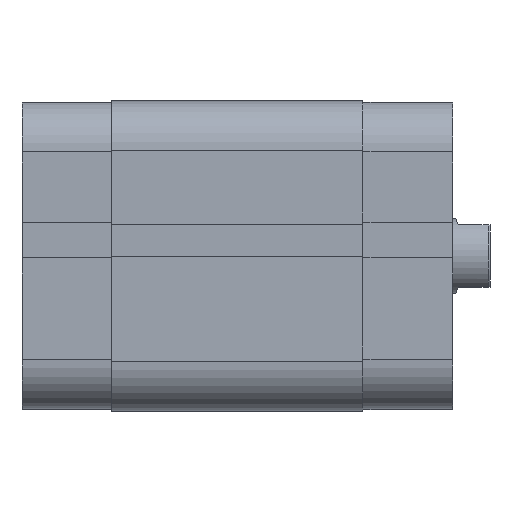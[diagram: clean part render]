
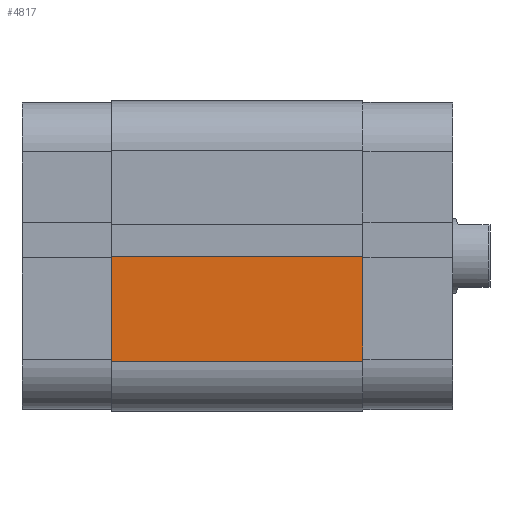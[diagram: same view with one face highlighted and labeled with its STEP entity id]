
A CAD part, top view. The second image highlights one B-rep face of the part: STEP entity #4817.
In plain terms, the highlighted face is planar.
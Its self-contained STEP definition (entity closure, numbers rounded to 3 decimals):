
#1205 = EDGE_CURVE ( 'NONE', #3525, #3548, #4345, .T. ) ;
#1260 = EDGE_CURVE ( 'NONE', #3537, #3571, #4447, .T. ) ;
#1264 = EDGE_CURVE ( 'NONE', #3537, #3525, #4438, .T. ) ;
#1266 = EDGE_CURVE ( 'NONE', #3571, #3548, #4458, .T. ) ;
#1532 = AXIS2_PLACEMENT_3D ( 'NONE', #2055, #2061, #2062 ) ;
#1727 = CARTESIAN_POINT ( 'NONE',  ( 0.1, -25., 0. ) ) ;
#1739 = CARTESIAN_POINT ( 'NONE',  ( 0.1, -25., 40.5 ) ) ;
#1750 = CARTESIAN_POINT ( 'NONE',  ( 17., -25., 0. ) ) ;
#1773 = CARTESIAN_POINT ( 'NONE',  ( 17., -25., 40.5 ) ) ;
#2052 = PLANE ( 'NONE',  #1532 ) ;
#2055 = CARTESIAN_POINT ( 'NONE',  ( 0., -25., 40.5 ) ) ;
#2061 = DIRECTION ( 'NONE',  ( 0., 1., 0. ) ) ;
#2062 = DIRECTION ( 'NONE',  ( -1., 0., 0. ) ) ;
#3525 = VERTEX_POINT ( 'NONE', #1727 ) ;
#3537 = VERTEX_POINT ( 'NONE', #1739 ) ;
#3548 = VERTEX_POINT ( 'NONE', #1750 ) ;
#3571 = VERTEX_POINT ( 'NONE', #1773 ) ;
#4345 = LINE ( 'NONE', #6277, #4354 ) ;
#4354 = VECTOR ( 'NONE', #6280, 1000. ) ;
#4432 = VECTOR ( 'NONE', #6417, 1000. ) ;
#4438 = LINE ( 'NONE', #6416, #4432 ) ;
#4447 = LINE ( 'NONE', #6408, #4448 ) ;
#4448 = VECTOR ( 'NONE', #6409, 1000. ) ;
#4458 = LINE ( 'NONE', #6420, #4459 ) ;
#4459 = VECTOR ( 'NONE', #6421, 1000. ) ;
#4613 = FACE_OUTER_BOUND ( 'NONE', #4973, .T. ) ;
#4817 = ADVANCED_FACE ( 'NONE', ( #4613 ), #2052, .F. ) ;
#4973 = EDGE_LOOP ( 'NONE', ( #5403, #5400, #5361, #5348 ) ) ;
#5348 = ORIENTED_EDGE ( 'NONE', *, *, #1264, .T. ) ;
#5361 = ORIENTED_EDGE ( 'NONE', *, *, #1260, .F. ) ;
#5400 = ORIENTED_EDGE ( 'NONE', *, *, #1266, .F. ) ;
#5403 = ORIENTED_EDGE ( 'NONE', *, *, #1205, .T. ) ;
#6277 = CARTESIAN_POINT ( 'NONE',  ( 0., -25., 0. ) ) ;
#6280 = DIRECTION ( 'NONE',  ( 1., 0., 0. ) ) ;
#6408 = CARTESIAN_POINT ( 'NONE',  ( 0., -25., 40.5 ) ) ;
#6409 = DIRECTION ( 'NONE',  ( 1., 0., 0. ) ) ;
#6416 = CARTESIAN_POINT ( 'NONE',  ( 0.1, -25., 40.5 ) ) ;
#6417 = DIRECTION ( 'NONE',  ( 0., 0., -1. ) ) ;
#6420 = CARTESIAN_POINT ( 'NONE',  ( 17., -25., 40.5 ) ) ;
#6421 = DIRECTION ( 'NONE',  ( 0., 0., -1. ) ) ;
